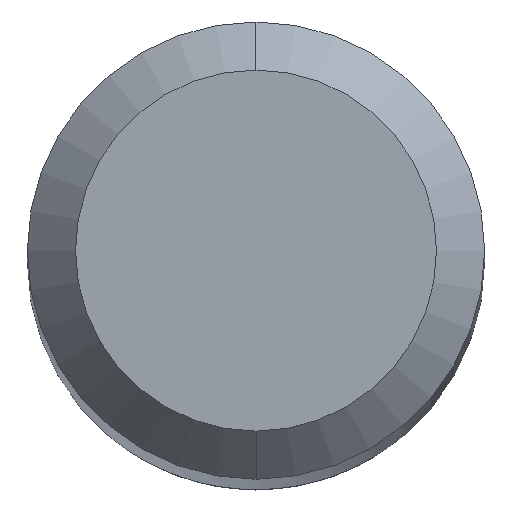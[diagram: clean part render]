
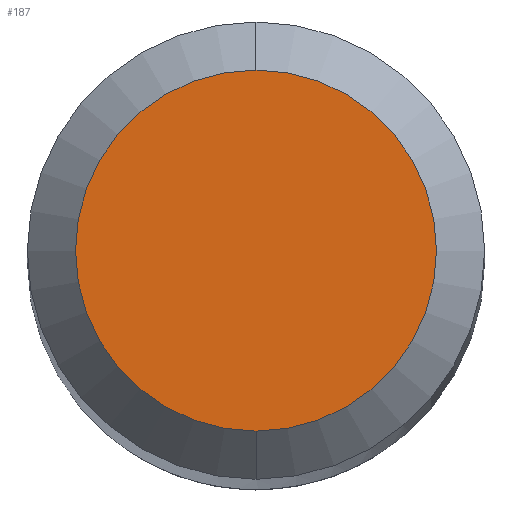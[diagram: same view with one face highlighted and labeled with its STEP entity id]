
A CAD part, top view. The second image highlights one B-rep face of the part: STEP entity #187.
In plain terms, the highlighted planar face has unit normal (0, 0, 1).
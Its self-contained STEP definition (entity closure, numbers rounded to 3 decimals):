
#4 = CARTESIAN_POINT ( 'NONE',  ( 0., -3.75, 121. ) ) ;
#44 = ORIENTED_EDGE ( 'NONE', *, *, #254, .T. ) ;
#78 = ORIENTED_EDGE ( 'NONE', *, *, #139, .T. ) ;
#82 = AXIS2_PLACEMENT_3D ( 'NONE', #370, #283, #194 ) ;
#92 = CARTESIAN_POINT ( 'NONE',  ( 0., 0., 121. ) ) ;
#96 = CIRCLE ( 'NONE', #461, 3.75 ) ;
#138 = DIRECTION ( 'NONE',  ( -1., 0., 0. ) ) ;
#139 = EDGE_CURVE ( 'NONE', #170, #526, #96, .T. ) ;
#170 = VERTEX_POINT ( 'NONE', #449 ) ;
#181 = DIRECTION ( 'NONE',  ( 0., 0., -1. ) ) ;
#187 = ADVANCED_FACE ( 'NONE', ( #267 ), #444, .F. ) ;
#194 = DIRECTION ( 'NONE',  ( -1., 0., 0. ) ) ;
#254 = EDGE_CURVE ( 'NONE', #526, #170, #437, .T. ) ;
#267 = FACE_OUTER_BOUND ( 'NONE', #515, .T. ) ;
#283 = DIRECTION ( 'NONE',  ( 0., 0., 1. ) ) ;
#361 = DIRECTION ( 'NONE',  ( 0., 0., 1. ) ) ;
#370 = CARTESIAN_POINT ( 'NONE',  ( 0., 0., 121. ) ) ;
#394 = AXIS2_PLACEMENT_3D ( 'NONE', #542, #181, #441 ) ;
#437 = CIRCLE ( 'NONE', #82, 3.75 ) ;
#441 = DIRECTION ( 'NONE',  ( -1., 0., 0. ) ) ;
#444 = PLANE ( 'NONE',  #394 ) ;
#449 = CARTESIAN_POINT ( 'NONE',  ( 0., 3.75, 121. ) ) ;
#461 = AXIS2_PLACEMENT_3D ( 'NONE', #92, #361, #138 ) ;
#515 = EDGE_LOOP ( 'NONE', ( #44, #78 ) ) ;
#526 = VERTEX_POINT ( 'NONE', #4 ) ;
#542 = CARTESIAN_POINT ( 'NONE',  ( 0., 0., 121. ) ) ;
